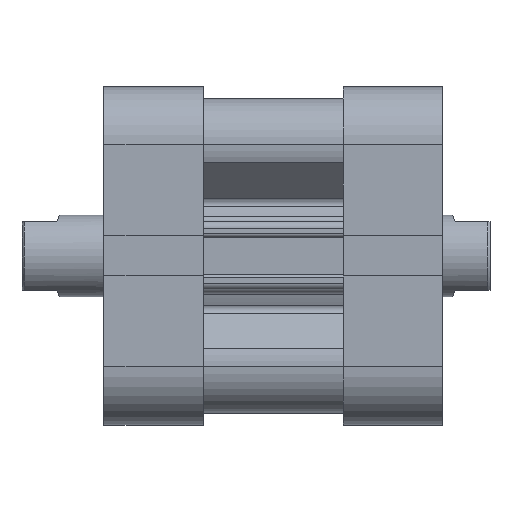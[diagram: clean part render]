
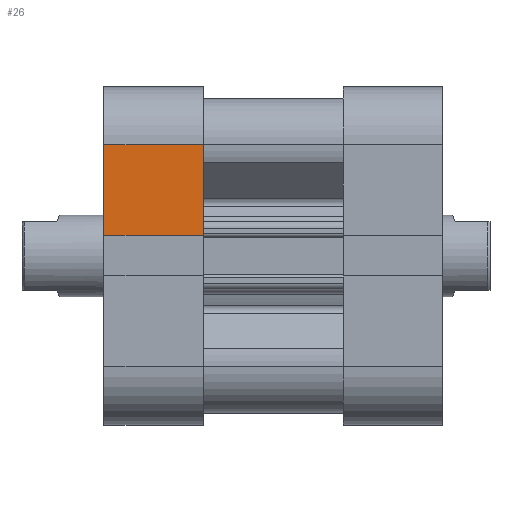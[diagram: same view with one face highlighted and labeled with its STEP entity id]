
A CAD part, top view. The second image highlights one B-rep face of the part: STEP entity #26.
In plain terms, the highlighted planar face has unit normal (0, 0, 1).
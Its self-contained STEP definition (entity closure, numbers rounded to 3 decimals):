
#26 = ADVANCED_FACE ( 'NONE', ( #7214 ), #5136, .T. ) ;
#324 = ORIENTED_EDGE ( 'NONE', *, *, #5378, .T. ) ;
#326 = ORIENTED_EDGE ( 'NONE', *, *, #5386, .F. ) ;
#1481 = VERTEX_POINT ( 'NONE', #2917 ) ;
#1504 = VERTEX_POINT ( 'NONE', #2937 ) ;
#1515 = VERTEX_POINT ( 'NONE', #2946 ) ;
#1517 = VERTEX_POINT ( 'NONE', #2948 ) ;
#2015 = VECTOR ( 'NONE', #3435, 1000. ) ;
#2037 = LINE ( 'NONE', #3454, #2049 ) ;
#2038 = LINE ( 'NONE', #3428, #2015 ) ;
#2040 = LINE ( 'NONE', #3441, #2046 ) ;
#2046 = VECTOR ( 'NONE', #3444, 1000. ) ;
#2049 = VECTOR ( 'NONE', #3455, 1000. ) ;
#2072 = LINE ( 'NONE', #3476, #2074 ) ;
#2074 = VECTOR ( 'NONE', #3484, 1000. ) ;
#2917 = CARTESIAN_POINT ( 'NONE',  ( -10.75, 2.97, 24.75 ) ) ;
#2937 = CARTESIAN_POINT ( 'NONE',  ( -25.25, 2.97, 24.75 ) ) ;
#2946 = CARTESIAN_POINT ( 'NONE',  ( -25.25, 16.25, 24.75 ) ) ;
#2948 = CARTESIAN_POINT ( 'NONE',  ( -10.75, 16.25, 24.75 ) ) ;
#3428 = CARTESIAN_POINT ( 'NONE',  ( -10.75, 0., 24.75 ) ) ;
#3435 = DIRECTION ( 'NONE',  ( 0., 1., 0. ) ) ;
#3441 = CARTESIAN_POINT ( 'NONE',  ( -25.25, 16.25, 24.75 ) ) ;
#3444 = DIRECTION ( 'NONE',  ( -1., 0., 0. ) ) ;
#3454 = CARTESIAN_POINT ( 'NONE',  ( -10.75, 2.97, 24.75 ) ) ;
#3455 = DIRECTION ( 'NONE',  ( -1., 0., 0. ) ) ;
#3476 = CARTESIAN_POINT ( 'NONE',  ( -25.25, 0., 24.75 ) ) ;
#3484 = DIRECTION ( 'NONE',  ( 0., 1., 0. ) ) ;
#5106 = CARTESIAN_POINT ( 'NONE',  ( -10.75, 0., 24.75 ) ) ;
#5127 = DIRECTION ( 'NONE',  ( 0., -1., 0. ) ) ;
#5136 = PLANE ( 'NONE',  #5515 ) ;
#5224 = DIRECTION ( 'NONE',  ( 0., 0., 1. ) ) ;
#5378 = EDGE_CURVE ( 'NONE', #1481, #1517, #2038, .T. ) ;
#5382 = EDGE_CURVE ( 'NONE', #1517, #1515, #2040, .T. ) ;
#5386 = EDGE_CURVE ( 'NONE', #1481, #1504, #2037, .T. ) ;
#5399 = EDGE_CURVE ( 'NONE', #1504, #1515, #2072, .T. ) ;
#5515 = AXIS2_PLACEMENT_3D ( 'NONE', #5106, #5224, #5127 ) ;
#6177 = ORIENTED_EDGE ( 'NONE', *, *, #5399, .F. ) ;
#6216 = ORIENTED_EDGE ( 'NONE', *, *, #5382, .T. ) ;
#7101 = EDGE_LOOP ( 'NONE', ( #326, #324, #6216, #6177 ) ) ;
#7214 = FACE_OUTER_BOUND ( 'NONE', #7101, .T. ) ;
